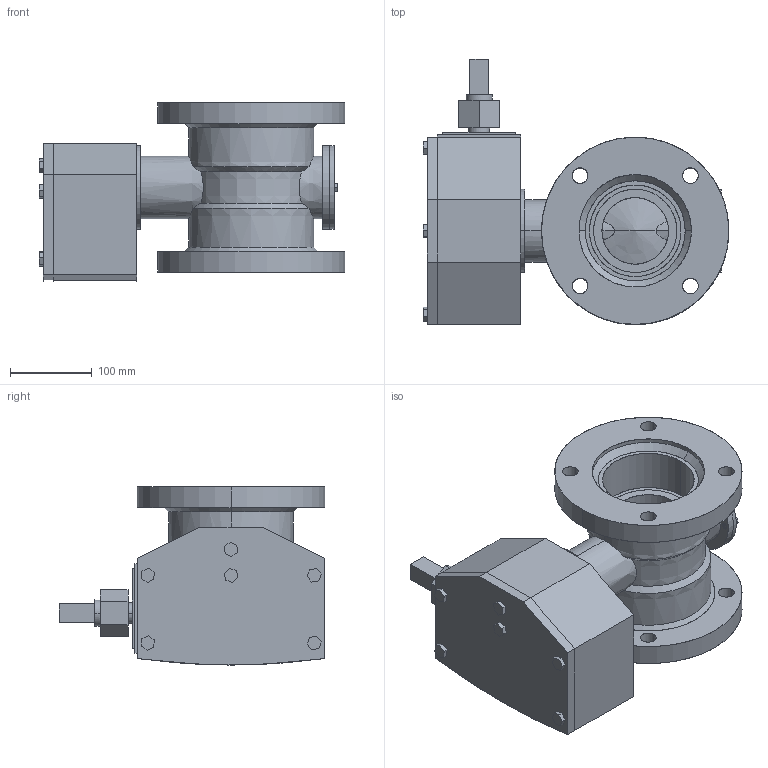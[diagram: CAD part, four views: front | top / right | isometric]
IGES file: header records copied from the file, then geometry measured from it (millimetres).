
Start section: SolidWorks IGES file using analytic representation for surfaces
Global section: file name: 150B-MJ-04.IGS; native system: SolidWorks 2014; preprocessor: SolidWorks 2014; author: PRINCE; date: 170425.233049; units: millimetre
Bounding box: 373.13 x 323.85 x 217.55 mm (x, y, z)
Surface area: 759578.3 mm2 (no closed solid volume)
Topology: 0 solids, 0 shells, 375 faces, 7635 edges, 7631 vertices
Faces by surface type: bspline 219, revolution 156
